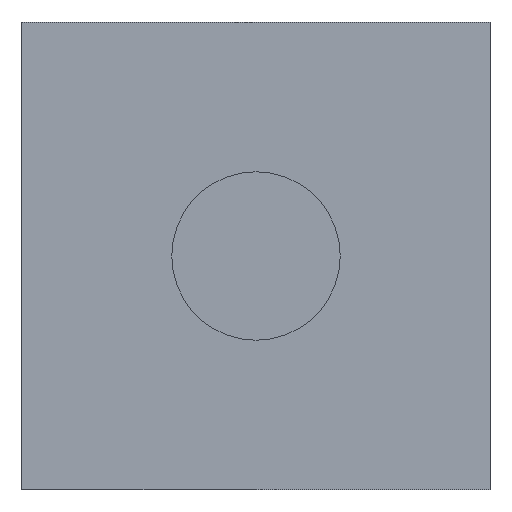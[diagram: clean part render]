
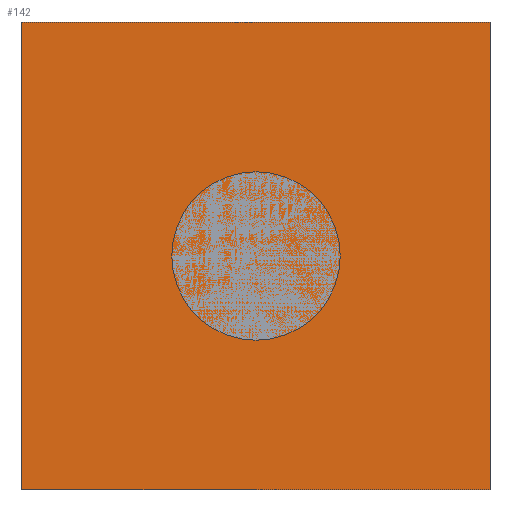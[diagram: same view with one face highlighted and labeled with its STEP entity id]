
A CAD part, top view. The second image highlights one B-rep face of the part: STEP entity #142.
In plain terms, the highlighted planar face has unit normal (0, 0, -1).
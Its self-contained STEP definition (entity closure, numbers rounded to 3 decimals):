
#3 = ORIENTED_EDGE ( 'NONE', *, *, #77, .T. ) ;
#7 = VECTOR ( 'NONE', #54, 1000. ) ;
#9 = CARTESIAN_POINT ( 'NONE',  ( 3.333, 3.333, 1.135 ) ) ;
#12 = CARTESIAN_POINT ( 'NONE',  ( -1.111, -1.111, 1.135 ) ) ;
#13 = EDGE_CURVE ( 'NONE', #165, #57, #114, .T. ) ;
#19 = VECTOR ( 'NONE', #145, 1000. ) ;
#22 = DIRECTION ( 'NONE',  ( 1., 0., 0. ) ) ;
#24 = CARTESIAN_POINT ( 'NONE',  ( -3.333, 3.333, 1.135 ) ) ;
#25 = LINE ( 'NONE', #84, #144 ) ;
#27 = VECTOR ( 'NONE', #51, 1000. ) ;
#28 = EDGE_CURVE ( 'NONE', #39, #105, #146, .T. ) ;
#32 = CARTESIAN_POINT ( 'NONE',  ( -3.333, -3.333, 1.135 ) ) ;
#33 = DIRECTION ( 'NONE',  ( 0., 0., 1. ) ) ;
#37 = DIRECTION ( 'NONE',  ( 1., 0., 0. ) ) ;
#39 = VERTEX_POINT ( 'NONE', #32 ) ;
#51 = DIRECTION ( 'NONE',  ( 0., -1., 0. ) ) ;
#54 = DIRECTION ( 'NONE',  ( -1., 0., 0. ) ) ;
#57 = VERTEX_POINT ( 'NONE', #143 ) ;
#70 = AXIS2_PLACEMENT_3D ( 'NONE', #12, #33, #37 ) ;
#75 = ORIENTED_EDGE ( 'NONE', *, *, #28, .T. ) ;
#77 = EDGE_CURVE ( 'NONE', #105, #165, #25, .T. ) ;
#80 = CARTESIAN_POINT ( 'NONE',  ( 3.333, 3.333, 1.135 ) ) ;
#84 = CARTESIAN_POINT ( 'NONE',  ( -3.333, 3.333, 1.135 ) ) ;
#87 = EDGE_LOOP ( 'NONE', ( #75, #3, #137, #126 ) ) ;
#92 = CARTESIAN_POINT ( 'NONE',  ( -3.333, -3.333, 1.135 ) ) ;
#97 = CARTESIAN_POINT ( 'NONE',  ( 3.333, -3.333, 1.135 ) ) ;
#104 = LINE ( 'NONE', #97, #7 ) ;
#105 = VERTEX_POINT ( 'NONE', #24 ) ;
#114 = LINE ( 'NONE', #9, #27 ) ;
#126 = ORIENTED_EDGE ( 'NONE', *, *, #151, .T. ) ;
#137 = ORIENTED_EDGE ( 'NONE', *, *, #13, .T. ) ;
#142 = ADVANCED_FACE ( 'NONE', ( #164 ), #150, .F. ) ;
#143 = CARTESIAN_POINT ( 'NONE',  ( 3.333, -3.333, 1.135 ) ) ;
#144 = VECTOR ( 'NONE', #22, 1000. ) ;
#145 = DIRECTION ( 'NONE',  ( 0., 1., 0. ) ) ;
#146 = LINE ( 'NONE', #92, #19 ) ;
#150 = PLANE ( 'NONE',  #70 ) ;
#151 = EDGE_CURVE ( 'NONE', #57, #39, #104, .T. ) ;
#164 = FACE_OUTER_BOUND ( 'NONE', #87, .T. ) ;
#165 = VERTEX_POINT ( 'NONE', #80 ) ;
